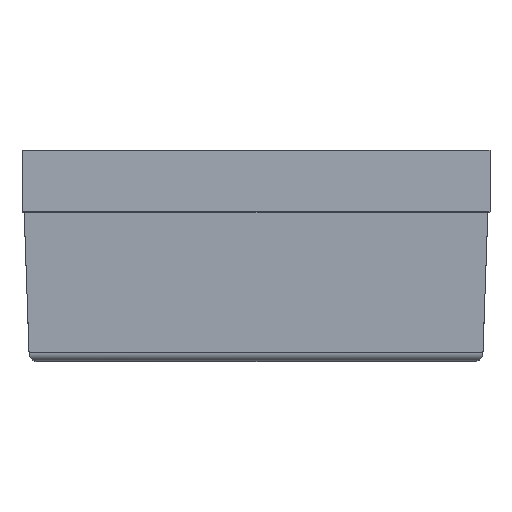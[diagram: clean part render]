
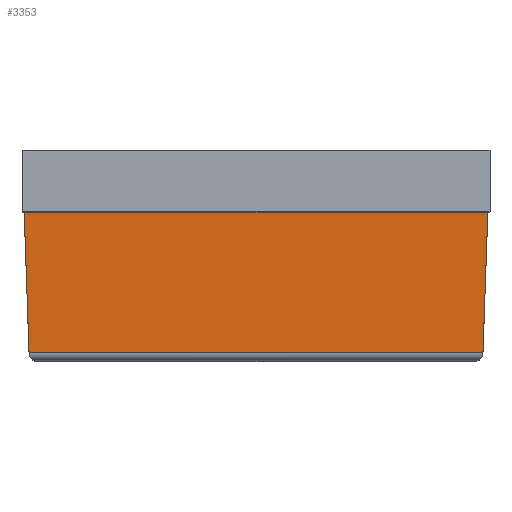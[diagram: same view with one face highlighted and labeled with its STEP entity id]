
A CAD part, top view. The second image highlights one B-rep face of the part: STEP entity #3353.
In plain terms, the highlighted planar face has unit normal (0, -0.035, 0.999).
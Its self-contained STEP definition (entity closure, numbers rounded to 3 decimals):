
#36 = DIRECTION ( 'NONE',  ( -0.035, -0.999, -0.035 ) ) ;
#137 = EDGE_CURVE ( 'NONE', #6281, #280, #11560, .T. ) ;
#160 = CARTESIAN_POINT ( 'NONE',  ( -4., 3.4, -0.049 ) ) ;
#280 = VERTEX_POINT ( 'NONE', #10253 ) ;
#469 = ORIENTED_EDGE ( 'NONE', *, *, #4066, .T. ) ;
#514 = PLANE ( 'NONE',  #11498 ) ;
#534 = EDGE_LOOP ( 'NONE', ( #469, #2132, #3479, #7621, #4406, #9089, #1063, #3359, #604, #8665 ) ) ;
#604 = ORIENTED_EDGE ( 'NONE', *, *, #4309, .T. ) ;
#929 = DIRECTION ( 'NONE',  ( 0.035, -0.999, -0.035 ) ) ;
#947 = CARTESIAN_POINT ( 'NONE',  ( -5.174, 0.193, -0.161 ) ) ;
#977 = VECTOR ( 'NONE', #2832, 1000. ) ;
#1063 = ORIENTED_EDGE ( 'NONE', *, *, #8972, .F. ) ;
#1442 = CARTESIAN_POINT ( 'NONE',  ( -4., 4.8, 0. ) ) ;
#1678 = LINE ( 'NONE', #5555, #6288 ) ;
#1684 = CARTESIAN_POINT ( 'NONE',  ( -3.9, 3.4, -0.049 ) ) ;
#1690 = CARTESIAN_POINT ( 'NONE',  ( -5.335, 4.8, 0. ) ) ;
#1926 = CARTESIAN_POINT ( 'NONE',  ( 5.324, 4.473, -0.011 ) ) ;
#2099 = EDGE_CURVE ( 'NONE', #3148, #280, #7395, .T. ) ;
#2132 = ORIENTED_EDGE ( 'NONE', *, *, #9853, .T. ) ;
#2369 = LINE ( 'NONE', #1442, #12085 ) ;
#2700 = LINE ( 'NONE', #1926, #8051 ) ;
#2832 = DIRECTION ( 'NONE',  ( 1., 0., 0. ) ) ;
#3041 = DIRECTION ( 'NONE',  ( 0., -0.999, -0.035 ) ) ;
#3148 = VERTEX_POINT ( 'NONE', #6240 ) ;
#3253 = VERTEX_POINT ( 'NONE', #6374 ) ;
#3353 = ADVANCED_FACE ( 'NONE', ( #7497 ), #514, .T. ) ;
#3359 = ORIENTED_EDGE ( 'NONE', *, *, #7981, .F. ) ;
#3398 = CARTESIAN_POINT ( 'NONE',  ( -5.335, 3.4, -0.049 ) ) ;
#3479 = ORIENTED_EDGE ( 'NONE', *, *, #6071, .F. ) ;
#3529 = DIRECTION ( 'NONE',  ( 1., 0., 0. ) ) ;
#3676 = VERTEX_POINT ( 'NONE', #947 ) ;
#3837 = VECTOR ( 'NONE', #929, 1000. ) ;
#3991 = CARTESIAN_POINT ( 'NONE',  ( -5.335, 0.193, -0.161 ) ) ;
#4021 = EDGE_CURVE ( 'NONE', #3253, #11682, #10372, .T. ) ;
#4066 = EDGE_CURVE ( 'NONE', #3253, #3676, #7713, .T. ) ;
#4177 = VERTEX_POINT ( 'NONE', #10849 ) ;
#4245 = VERTEX_POINT ( 'NONE', #160 ) ;
#4309 = EDGE_CURVE ( 'NONE', #4245, #11682, #2369, .T. ) ;
#4406 = ORIENTED_EDGE ( 'NONE', *, *, #137, .T. ) ;
#4576 = CARTESIAN_POINT ( 'NONE',  ( 5.174, 0.193, -0.161 ) ) ;
#4809 = DIRECTION ( 'NONE',  ( 1., 0., 0. ) ) ;
#4996 = CARTESIAN_POINT ( 'NONE',  ( -5.335, 4.8, 0. ) ) ;
#5080 = DIRECTION ( 'NONE',  ( 1., 0., 0. ) ) ;
#5304 = DIRECTION ( 'NONE',  ( 0., 0.999, 0.035 ) ) ;
#5555 = CARTESIAN_POINT ( 'NONE',  ( -5.335, 3.4, -0.049 ) ) ;
#5731 = CARTESIAN_POINT ( 'NONE',  ( 4., 4.8, 0. ) ) ;
#5734 = CARTESIAN_POINT ( 'NONE',  ( -5.335, 4.8, 0. ) ) ;
#5815 = DIRECTION ( 'NONE',  ( 1., 0., 0. ) ) ;
#5956 = LINE ( 'NONE', #4996, #977 ) ;
#6065 = VECTOR ( 'NONE', #4809, 1000. ) ;
#6071 = EDGE_CURVE ( 'NONE', #4177, #11365, #2700, .T. ) ;
#6240 = CARTESIAN_POINT ( 'NONE',  ( 3.9, 3.4, -0.049 ) ) ;
#6281 = VERTEX_POINT ( 'NONE', #5731 ) ;
#6288 = VECTOR ( 'NONE', #8455, 1000. ) ;
#6374 = CARTESIAN_POINT ( 'NONE',  ( -5.335, 4.8, 0. ) ) ;
#7395 = LINE ( 'NONE', #3398, #7438 ) ;
#7438 = VECTOR ( 'NONE', #3529, 1000. ) ;
#7497 = FACE_OUTER_BOUND ( 'NONE', #534, .T. ) ;
#7621 = ORIENTED_EDGE ( 'NONE', *, *, #10933, .F. ) ;
#7713 = LINE ( 'NONE', #11358, #3837 ) ;
#7981 = EDGE_CURVE ( 'NONE', #4245, #9951, #9554, .T. ) ;
#8051 = VECTOR ( 'NONE', #36, 1000. ) ;
#8152 = VECTOR ( 'NONE', #3041, 1000. ) ;
#8455 = DIRECTION ( 'NONE',  ( 1., 0., 0. ) ) ;
#8630 = DIRECTION ( 'NONE',  ( 0., -0.035, 0.999 ) ) ;
#8665 = ORIENTED_EDGE ( 'NONE', *, *, #4021, .F. ) ;
#8718 = VECTOR ( 'NONE', #5815, 1000. ) ;
#8972 = EDGE_CURVE ( 'NONE', #9951, #3148, #1678, .T. ) ;
#9089 = ORIENTED_EDGE ( 'NONE', *, *, #2099, .F. ) ;
#9142 = VECTOR ( 'NONE', #5080, 1000. ) ;
#9554 = LINE ( 'NONE', #10608, #8718 ) ;
#9814 = CARTESIAN_POINT ( 'NONE',  ( 4., 4.8, 0. ) ) ;
#9853 = EDGE_CURVE ( 'NONE', #3676, #11365, #12504, .T. ) ;
#9951 = VERTEX_POINT ( 'NONE', #1684 ) ;
#10253 = CARTESIAN_POINT ( 'NONE',  ( 4., 3.4, -0.049 ) ) ;
#10372 = LINE ( 'NONE', #1690, #6065 ) ;
#10383 = CARTESIAN_POINT ( 'NONE',  ( -4., 4.8, 0. ) ) ;
#10608 = CARTESIAN_POINT ( 'NONE',  ( -5.335, 3.4, -0.049 ) ) ;
#10849 = CARTESIAN_POINT ( 'NONE',  ( 5.335, 4.8, 0. ) ) ;
#10933 = EDGE_CURVE ( 'NONE', #6281, #4177, #5956, .T. ) ;
#11358 = CARTESIAN_POINT ( 'NONE',  ( -5.335, 4.8, 0. ) ) ;
#11365 = VERTEX_POINT ( 'NONE', #4576 ) ;
#11498 = AXIS2_PLACEMENT_3D ( 'NONE', #5734, #8630, #11572 ) ;
#11560 = LINE ( 'NONE', #9814, #8152 ) ;
#11572 = DIRECTION ( 'NONE',  ( 0., -0.999, -0.035 ) ) ;
#11682 = VERTEX_POINT ( 'NONE', #10383 ) ;
#12085 = VECTOR ( 'NONE', #5304, 1000. ) ;
#12504 = LINE ( 'NONE', #3991, #9142 ) ;
